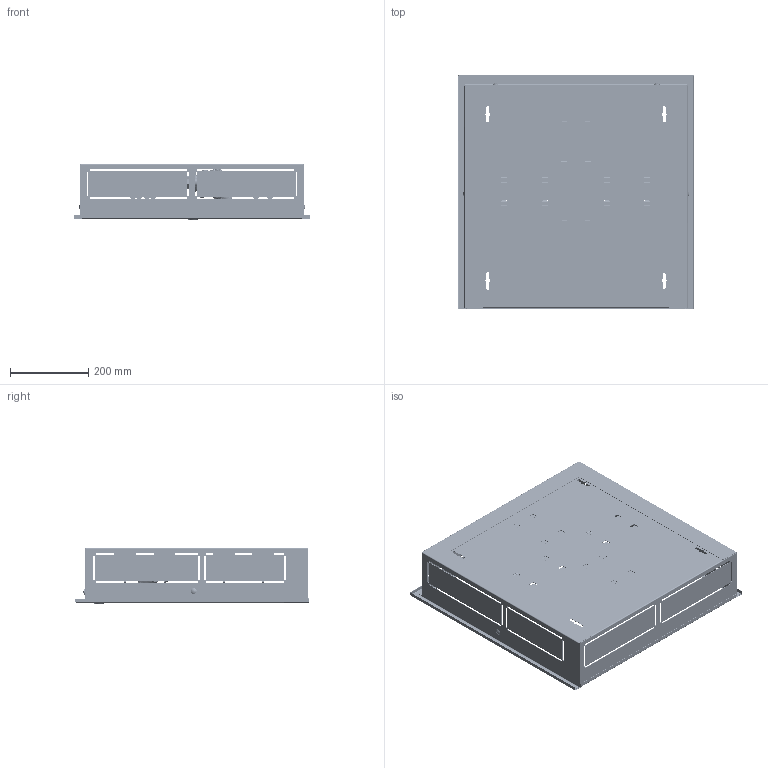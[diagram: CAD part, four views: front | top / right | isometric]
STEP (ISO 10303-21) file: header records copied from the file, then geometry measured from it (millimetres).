
FILE_DESCRIPTION (( 'STEP AP214' ), '1' );
FILE_NAME ('267B0023_Metering Unit_ PM DN25HP.STEP', '2022-08-29T06:12:20', ( '' ), ( '' ), 'SwSTEP 2.0', 'SolidWorks 2021', '' );
FILE_SCHEMA (( 'AUTOMOTIVE_DESIGN' ));
Length unit declared in the file: millimetre
Products named in the file (65): Bracket_SER_HR_Set16_C_Varsay考an; DAF-46-02_1; DAF-20-01_Varsay考an; DAF-55_(01); 20210916_01_04_HS_Varsay考an; SER-EER Metering Unit_Set1(267B0000)_Varsay考an; Bracket_SER_HS_Set4_A_Varsay考an; Bracket_SER_DHW_B_Varsay考an; Cabin_SER_Tip1_Tabansacý_Montaj_Without Circulation Unit; DAF-33-02A_(00); 8906149_ASM_1_ASM; DAF-33-02_(00); AB_PM DN25 HP_Varsay考an; Bracket_SER_HR_Set16_A_Varsay考an; 20210916_01_16_HR_Varsay考an; Cabin_SER_Tip1_B_Varsay考an; Ball_Valve_3-4''''_Red_wProbeHole_Tiemme_2985_SKU2360006_Varsay考an; Etiket Mavi_Varsay考an; DAF-70_(00); DAF-29-4_Varsay考an; DAF-43_(00); Part1^Kapiler_Montaj_Danfoss_Varsay考an; 267B0023_Metering Unit_ PM DN25HP; Part2^20210916_01_16_HR_Varsay考an; Part14^20210916_01_01_DHW_Varsay考an; Kilit_Anahtar_01_Varsay考an; Etiket_Varsay考an; 51340060_1; Bracket_SER_DHW_A_Varsay考an; DAF-75-1A_Varsay考an; M6-Cabinet-Vida_01_Varsay考an; Ball_Valve_3-4''''_Red_Tiemme_2263CK_Varsay考an; Kapiler_Montaj_Danfoss_Varsay考an; 1-1-4_Varsay考an; DAF-75-1_Varsay考an; 8906540_AF0_1; M6-Cabinet-Somun_01_Varsay考an; DAF-20-01A_1; Etiket K齬m齴齙Varsay峫an; 20210916_01_01_DHW_Varsay考an ...
Assembly tree (108 placements, depth 7):
  267B0023_Metering Unit_ PM DN25HP
    Cabin_SER_Tip1_Tabansacý_Montaj_Without Circulation Unit
      Cabin_SER_Tip1_A_Varsay考an
      Cabin_SER_Tip1_B_Varsay考an
      Cabin_SER_Tip1_C_Varsay考an
      M6-Cabinet-Vida_01_Varsay考an  x5
      M6-Cabinet-Pul_01_Varsay考an  x4
      M6-Cabinet-Somun_01_Varsay考an  x4
      Kilit_Anahtar_01_Varsay考an
      Cabin_SER_Tip1_E_Varsay考an  x4
    SER-EER Metering Unit_Set1(267B0000)_Varsay考an  x2
      20210916_01_01_DHW_Varsay考an
        Ball_Valve_3-4''''_Red_Tiemme_2263CK_Varsay考an
        Conta_3\4"  x4
        DAF-20-01_Varsay考an
          DAF-20-01A_1
          DAF-41_1
          DAF-43_(00)
        DAF-57-1_Varsay考an
        Ball_Valve_3-4''''_Red_Tiemme_2371_SKU2360006_Mavi
        Bracket_SER_DHW_TabanSac_Montaj_Varsay考an
          Bracket_SER_DHW_A_Varsay考an
          Bracket_SER_DHW_B_Varsay考an
          Bracket_SER_DHW_C_Varsay考an
        DAF-55-1_(01)
          DAF-55_(01)
          DAF-41_1  x2
          DAF-43_(00)  x2
        Etiket_Varsay考an
    SER-EER Metering Unit_Set16(267B0051)_Varsay考an
      20210916_01_16_HR_Varsay考an
        Ball_Valve_3-4''''_Red_Tiemme_2371_SKU2360006_Mavi
        DAF-70_(00)
        Kapiler_Montaj_Danfoss_Varsay考an
          Frese_Kapiler_(00)
          Part1^Kapiler_Montaj_Danfoss_Varsay考an
        Conta_3\4"  x3
        Ball_Valve_3-4''''_Red_wProbeHole_Tiemme_2985_SKU2360006_Varsay考an
        Bracket_SER_HR_Set16_A_Varsay考an
        Bracket_SER_HR_Set16_B_Varsay考an
        Bracket_SER_HR_Set16_C_Varsay考an
        Part2^20210916_01_16_HR_Varsay考an
        DAF-45-4_(00)  x2
        DAF-20-01_Varsay考an
          DAF-20-01A_1
          DAF-41_1
          DAF-43_(00)
        DAF-57-1_Varsay考an
      20210916_01_04_HS_Varsay考an
        DAF-75-1_Varsay考an
          DAF-75-1A_Varsay考an
          DAF-29-4_Varsay考an
          26.7x1,78-O-Ring_Varsay考an
          DAF-40-03_Varsay考an
        Conta_1"  x7
        DAF-33-02_(00)  x2
          DAF-33-02A_(00)
          DAF-41_1
          DAF-43_(00)
          DAF-46-02_1
Bounding box: 603.9 x 596 x 144 mm (x, y, z)
Volume: 1731145 mm3; surface area: 2270754.3 mm2
Topology: 181 solids, 205 shells, 8427 faces, 21431 edges, 13586 vertices
Faces by surface type: plane 3664, cylinder 2345, bspline 1560, cone 666, torus 186, sphere 6
Entity records: 262028 total; most frequent: CARTESIAN_POINT 127499, ORIENTED_EDGE 28646, DIRECTION 22157, EDGE_CURVE 14349, VERTEX_POINT 9099, AXIS2_PLACEMENT_3D 7696, VECTOR 6765, LINE 6765
